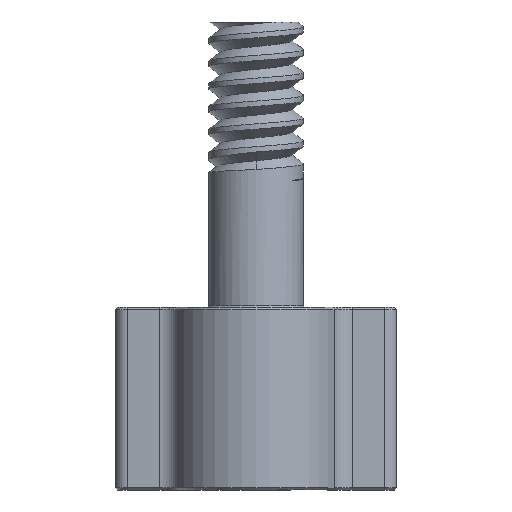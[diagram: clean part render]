
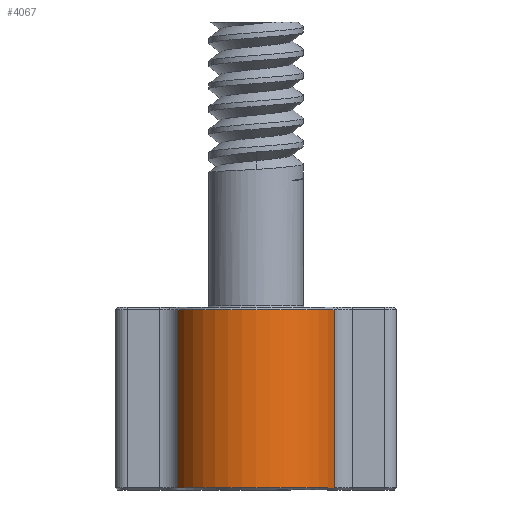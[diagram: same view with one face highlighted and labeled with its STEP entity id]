
A CAD part, left-side view. The second image highlights one B-rep face of the part: STEP entity #4067.
In plain terms, the highlighted cylindrical face has radius 7.3 mm (diameter 14.6 mm), a partial arc.
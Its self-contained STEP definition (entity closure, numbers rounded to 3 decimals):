
#396 = CONICAL_SURFACE('',#397,7.3,0.785);
#397 = AXIS2_PLACEMENT_3D('',#398,#399,#400);
#398 = CARTESIAN_POINT('',(0.,0.,-0.2));
#399 = DIRECTION('',(-0.,0.,-1.));
#400 = DIRECTION('',(-0.352,-0.936,0.)
  );
#1368 = VERTEX_POINT('',#1369);
#1369 = CARTESIAN_POINT('',(-2.568,-6.834,-0.2));
#1405 = CYLINDRICAL_SURFACE('',#1406,1.8);
#1406 = AXIS2_PLACEMENT_3D('',#1407,#1408,#1409);
#1407 = CARTESIAN_POINT('',(-3.201,-8.519,
    0.));
#1408 = DIRECTION('',(0.,0.,-1.));
#1409 = DIRECTION('',(0.352,0.936,0.)
  );
#1431 = EDGE_CURVE('',#1368,#1432,#1434,.T.);
#1432 = VERTEX_POINT('',#1433);
#1433 = CARTESIAN_POINT('',(-2.568,6.834,-0.2));
#1434 = SURFACE_CURVE('',#1435,(#1440,#1447),.PCURVE_S1.);
#1435 = CIRCLE('',#1436,7.3);
#1436 = AXIS2_PLACEMENT_3D('',#1437,#1438,#1439);
#1437 = CARTESIAN_POINT('',(0.,0.,-0.2));
#1438 = DIRECTION('',(0.,0.,-1.));
#1439 = DIRECTION('',(-0.352,-0.936,0.
    ));
#1440 = PCURVE('',#396,#1441);
#1441 = DEFINITIONAL_REPRESENTATION('',(#1442),#1446);
#1442 = LINE('',#1443,#1444);
#1443 = CARTESIAN_POINT('',(0.,-0.));
#1444 = VECTOR('',#1445,1.);
#1445 = DIRECTION('',(1.,-0.));
#1446 = ( GEOMETRIC_REPRESENTATION_CONTEXT(2) 
PARAMETRIC_REPRESENTATION_CONTEXT() REPRESENTATION_CONTEXT('2D SPACE',''
  ) );
#1447 = PCURVE('',#1448,#1453);
#1448 = CYLINDRICAL_SURFACE('',#1449,7.3);
#1449 = AXIS2_PLACEMENT_3D('',#1450,#1451,#1452);
#1450 = CARTESIAN_POINT('',(0.,0.,0.));
#1451 = DIRECTION('',(0.,0.,-1.));
#1452 = DIRECTION('',(1.,0.,0.));
#1453 = DEFINITIONAL_REPRESENTATION('',(#1454),#1458);
#1454 = LINE('',#1455,#1456);
#1455 = CARTESIAN_POINT('',(1.93,0.2));
#1456 = VECTOR('',#1457,1.);
#1457 = DIRECTION('',(1.,0.));
#1458 = ( GEOMETRIC_REPRESENTATION_CONTEXT(2) 
PARAMETRIC_REPRESENTATION_CONTEXT() REPRESENTATION_CONTEXT('2D SPACE',''
  ) );
#1503 = CYLINDRICAL_SURFACE('',#1504,1.8);
#1504 = AXIS2_PLACEMENT_3D('',#1505,#1506,#1507);
#1505 = CARTESIAN_POINT('',(-3.201,8.519,
    0.));
#1506 = DIRECTION('',(0.,0.,-1.));
#1507 = DIRECTION('',(0.999,-0.052,
    0.));
#3954 = EDGE_CURVE('',#1368,#3955,#3957,.T.);
#3955 = VERTEX_POINT('',#3956);
#3956 = CARTESIAN_POINT('',(-2.568,-6.834,-15.8));
#3957 = SURFACE_CURVE('',#3958,(#3962,#3969),.PCURVE_S1.);
#3958 = LINE('',#3959,#3960);
#3959 = CARTESIAN_POINT('',(-2.568,-6.834,
    0.));
#3960 = VECTOR('',#3961,1.);
#3961 = DIRECTION('',(0.,0.,-1.));
#3962 = PCURVE('',#1405,#3963);
#3963 = DEFINITIONAL_REPRESENTATION('',(#3964),#3968);
#3964 = LINE('',#3965,#3966);
#3965 = CARTESIAN_POINT('',(0.,0.));
#3966 = VECTOR('',#3967,1.);
#3967 = DIRECTION('',(0.,1.));
#3968 = ( GEOMETRIC_REPRESENTATION_CONTEXT(2) 
PARAMETRIC_REPRESENTATION_CONTEXT() REPRESENTATION_CONTEXT('2D SPACE',''
  ) );
#3969 = PCURVE('',#1448,#3970);
#3970 = DEFINITIONAL_REPRESENTATION('',(#3971),#3975);
#3971 = LINE('',#3972,#3973);
#3972 = CARTESIAN_POINT('',(1.93,0.));
#3973 = VECTOR('',#3974,1.);
#3974 = DIRECTION('',(0.,1.));
#3975 = ( GEOMETRIC_REPRESENTATION_CONTEXT(2) 
PARAMETRIC_REPRESENTATION_CONTEXT() REPRESENTATION_CONTEXT('2D SPACE',''
  ) );
#4067 = ADVANCED_FACE('',(#4068),#1448,.T.);
#4068 = FACE_BOUND('',#4069,.T.);
#4069 = EDGE_LOOP('',(#4070,#4071,#4072,#4095));
#4070 = ORIENTED_EDGE('',*,*,#3954,.F.);
#4071 = ORIENTED_EDGE('',*,*,#1431,.T.);
#4072 = ORIENTED_EDGE('',*,*,#4073,.T.);
#4073 = EDGE_CURVE('',#1432,#4074,#4076,.T.);
#4074 = VERTEX_POINT('',#4075);
#4075 = CARTESIAN_POINT('',(-2.568,6.834,-15.8));
#4076 = SURFACE_CURVE('',#4077,(#4081,#4088),.PCURVE_S1.);
#4077 = LINE('',#4078,#4079);
#4078 = CARTESIAN_POINT('',(-2.568,6.834,
    0.));
#4079 = VECTOR('',#4080,1.);
#4080 = DIRECTION('',(0.,0.,-1.));
#4081 = PCURVE('',#1448,#4082);
#4082 = DEFINITIONAL_REPRESENTATION('',(#4083),#4087);
#4083 = LINE('',#4084,#4085);
#4084 = CARTESIAN_POINT('',(4.353,0.));
#4085 = VECTOR('',#4086,1.);
#4086 = DIRECTION('',(0.,1.));
#4087 = ( GEOMETRIC_REPRESENTATION_CONTEXT(2) 
PARAMETRIC_REPRESENTATION_CONTEXT() REPRESENTATION_CONTEXT('2D SPACE',''
  ) );
#4088 = PCURVE('',#1503,#4089);
#4089 = DEFINITIONAL_REPRESENTATION('',(#4090),#4094);
#4090 = LINE('',#4091,#4092);
#4091 = CARTESIAN_POINT('',(1.159,0.));
#4092 = VECTOR('',#4093,1.);
#4093 = DIRECTION('',(0.,1.));
#4094 = ( GEOMETRIC_REPRESENTATION_CONTEXT(2) 
PARAMETRIC_REPRESENTATION_CONTEXT() REPRESENTATION_CONTEXT('2D SPACE',''
  ) );
#4095 = ORIENTED_EDGE('',*,*,#4096,.F.);
#4096 = EDGE_CURVE('',#3955,#4074,#4097,.T.);
#4097 = SURFACE_CURVE('',#4098,(#4103,#4110),.PCURVE_S1.);
#4098 = CIRCLE('',#4099,7.3);
#4099 = AXIS2_PLACEMENT_3D('',#4100,#4101,#4102);
#4100 = CARTESIAN_POINT('',(0.,0.,-15.8));
#4101 = DIRECTION('',(0.,0.,-1.));
#4102 = DIRECTION('',(-0.352,-0.936,0.
    ));
#4103 = PCURVE('',#1448,#4104);
#4104 = DEFINITIONAL_REPRESENTATION('',(#4105),#4109);
#4105 = LINE('',#4106,#4107);
#4106 = CARTESIAN_POINT('',(1.93,15.8));
#4107 = VECTOR('',#4108,1.);
#4108 = DIRECTION('',(1.,0.));
#4109 = ( GEOMETRIC_REPRESENTATION_CONTEXT(2) 
PARAMETRIC_REPRESENTATION_CONTEXT() REPRESENTATION_CONTEXT('2D SPACE',''
  ) );
#4110 = PCURVE('',#4111,#4116);
#4111 = CONICAL_SURFACE('',#4112,7.3,0.785);
#4112 = AXIS2_PLACEMENT_3D('',#4113,#4114,#4115);
#4113 = CARTESIAN_POINT('',(0.,0.,-15.8));
#4114 = DIRECTION('',(0.,0.,1.));
#4115 = DIRECTION('',(-0.352,-0.936,0.
    ));
#4116 = DEFINITIONAL_REPRESENTATION('',(#4117),#4121);
#4117 = LINE('',#4118,#4119);
#4118 = CARTESIAN_POINT('',(-0.,0.));
#4119 = VECTOR('',#4120,1.);
#4120 = DIRECTION('',(-1.,0.));
#4121 = ( GEOMETRIC_REPRESENTATION_CONTEXT(2) 
PARAMETRIC_REPRESENTATION_CONTEXT() REPRESENTATION_CONTEXT('2D SPACE',''
  ) );
